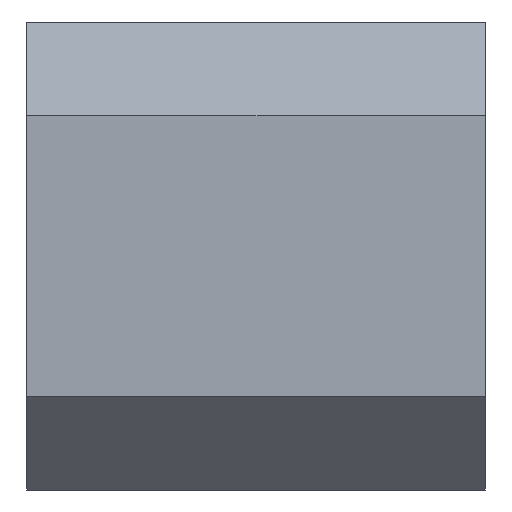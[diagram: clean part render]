
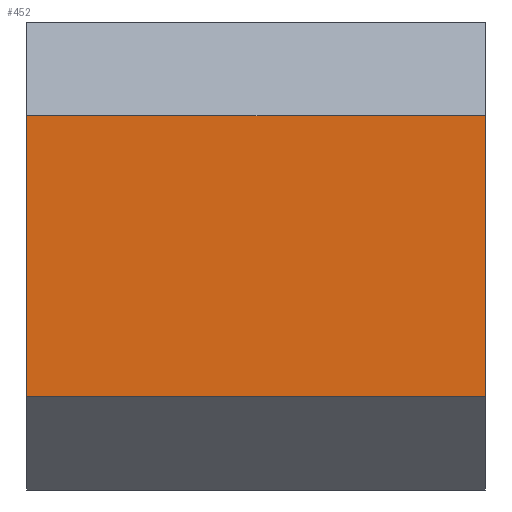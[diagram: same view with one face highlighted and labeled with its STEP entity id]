
A CAD part, left-side view. The second image highlights one B-rep face of the part: STEP entity #452.
In plain terms, the highlighted planar face has unit normal (-1, 0, 0).
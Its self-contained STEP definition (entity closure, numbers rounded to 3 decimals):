
#2 = DIRECTION ( 'NONE',  ( 0., 1., 0. ) ) ;
#21 = LINE ( 'NONE', #308, #232 ) ;
#52 = DIRECTION ( 'NONE',  ( 0., -1., 0. ) ) ;
#73 = AXIS2_PLACEMENT_3D ( 'NONE', #522, #147, #293 ) ;
#99 = ORIENTED_EDGE ( 'NONE', *, *, #296, .T. ) ;
#100 = FACE_OUTER_BOUND ( 'NONE', #165, .T. ) ;
#117 = DIRECTION ( 'NONE',  ( 0., 0., -1. ) ) ;
#122 = VERTEX_POINT ( 'NONE', #256 ) ;
#147 = DIRECTION ( 'NONE',  ( 1., 0., 0. ) ) ;
#165 = EDGE_LOOP ( 'NONE', ( #343, #99, #220, #428 ) ) ;
#192 = LINE ( 'NONE', #520, #615 ) ;
#220 = ORIENTED_EDGE ( 'NONE', *, *, #475, .F. ) ;
#232 = VECTOR ( 'NONE', #295, 1000. ) ;
#256 = CARTESIAN_POINT ( 'NONE',  ( -14.5, 0.2, -3. ) ) ;
#293 = DIRECTION ( 'NONE',  ( 0., 0., -1. ) ) ;
#295 = DIRECTION ( 'NONE',  ( 0., 0., -1. ) ) ;
#296 = EDGE_CURVE ( 'NONE', #592, #122, #484, .T. ) ;
#308 = CARTESIAN_POINT ( 'NONE',  ( -14.5, 0.2, 5. ) ) ;
#333 = CARTESIAN_POINT ( 'NONE',  ( -14.5, 0.2, 3. ) ) ;
#343 = ORIENTED_EDGE ( 'NONE', *, *, #519, .T. ) ;
#354 = VERTEX_POINT ( 'NONE', #476 ) ;
#357 = VERTEX_POINT ( 'NONE', #333 ) ;
#373 = CARTESIAN_POINT ( 'NONE',  ( -14.5, 10., -3. ) ) ;
#398 = LINE ( 'NONE', #533, #469 ) ;
#422 = EDGE_CURVE ( 'NONE', #357, #354, #192, .T. ) ;
#424 = CARTESIAN_POINT ( 'NONE',  ( -14.5, 0.2, -3. ) ) ;
#428 = ORIENTED_EDGE ( 'NONE', *, *, #422, .T. ) ;
#452 = ADVANCED_FACE ( 'NONE', ( #100 ), #588, .F. ) ;
#469 = VECTOR ( 'NONE', #117, 1000. ) ;
#475 = EDGE_CURVE ( 'NONE', #357, #122, #21, .T. ) ;
#476 = CARTESIAN_POINT ( 'NONE',  ( -14.5, 10., 3. ) ) ;
#484 = LINE ( 'NONE', #424, #575 ) ;
#519 = EDGE_CURVE ( 'NONE', #354, #592, #398, .T. ) ;
#520 = CARTESIAN_POINT ( 'NONE',  ( -14.5, 10., 3. ) ) ;
#522 = CARTESIAN_POINT ( 'NONE',  ( -14.5, 0.2, 5. ) ) ;
#533 = CARTESIAN_POINT ( 'NONE',  ( -14.5, 10., 5. ) ) ;
#575 = VECTOR ( 'NONE', #52, 1000. ) ;
#588 = PLANE ( 'NONE',  #73 ) ;
#592 = VERTEX_POINT ( 'NONE', #373 ) ;
#615 = VECTOR ( 'NONE', #2, 1000. ) ;
